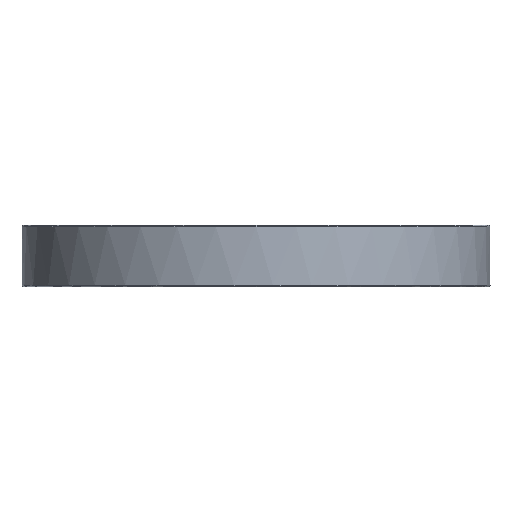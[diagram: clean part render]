
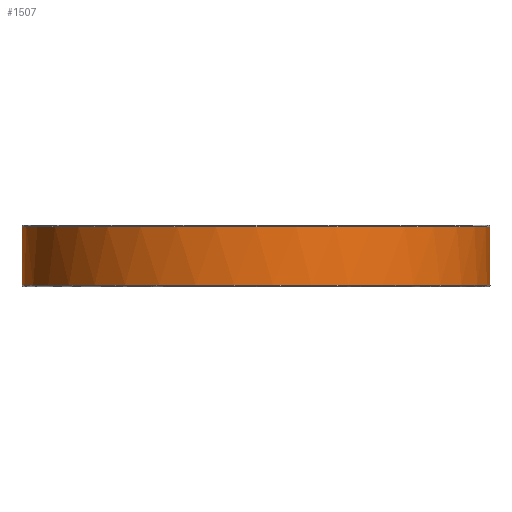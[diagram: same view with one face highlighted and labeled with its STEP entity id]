
A CAD part, front view. The second image highlights one B-rep face of the part: STEP entity #1507.
In plain terms, the highlighted cylindrical face has radius 76 mm (diameter 152 mm), a full revolution.
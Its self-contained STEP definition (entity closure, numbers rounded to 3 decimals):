
#467=CARTESIAN_POINT('',(75.982,-1.658,19.5));
#468=VERTEX_POINT('',#467);
#484=CARTESIAN_POINT('',(75.982,1.658,19.5));
#485=VERTEX_POINT('',#484);
#486=CARTESIAN_POINT('',(75.982,1.658,19.5));
#487=CARTESIAN_POINT('',(75.988,1.397,19.327));
#488=CARTESIAN_POINT('',(75.993,1.103,19.192));
#489=CARTESIAN_POINT('',(75.996,0.799,19.108));
#490=CARTESIAN_POINT('',(75.998,0.592,19.051));
#491=CARTESIAN_POINT('',(75.999,0.38,19.017));
#492=CARTESIAN_POINT('',(76.,0.173,19.005));
#493=CARTESIAN_POINT('',(76.,-0.003,18.995));
#494=CARTESIAN_POINT('',(76.,-0.175,19.));
#495=CARTESIAN_POINT('',(75.999,-0.353,19.021));
#496=CARTESIAN_POINT('',(75.997,-0.747,19.068));
#497=CARTESIAN_POINT('',(75.992,-1.148,19.199));
#498=CARTESIAN_POINT('',(75.985,-1.499,19.401));
#499=CARTESIAN_POINT('',(75.984,-1.553,19.433));
#500=CARTESIAN_POINT('',(75.983,-1.606,19.466));
#501=CARTESIAN_POINT('',(75.982,-1.658,19.5));
#502=B_SPLINE_CURVE_WITH_KNOTS('',3,(#486,#487,#488,#489,#490,#491,#492,#493,#494,#495,#496,#497,#498,#499,#500,#501),.UNSPECIFIED.,.F.,.U.,(4,3,3,3,3,4),(1.188,1.278,1.339,1.391,1.506,1.524),.UNSPECIFIED.);
#503=EDGE_CURVE('',#485,#468,#502,.T.);
#740=CARTESIAN_POINT('',(-75.982,1.658,19.5));
#741=VERTEX_POINT('',#740);
#742=CARTESIAN_POINT('',(0.0,0.0,19.5));
#743=DIRECTION('',(0.0,0.0,1.0));
#744=DIRECTION('',(-1.0,0.0,0.0));
#745=AXIS2_PLACEMENT_3D('',#742,#743,#744);
#746=CIRCLE('',#745,76.0);
#747=EDGE_CURVE('',#485,#741,#746,.T.);
#775=CARTESIAN_POINT('',(-75.982,-1.658,19.5));
#776=VERTEX_POINT('',#775);
#777=CARTESIAN_POINT('',(-75.982,-1.658,19.5));
#778=CARTESIAN_POINT('',(-75.988,-1.397,19.327));
#779=CARTESIAN_POINT('',(-75.993,-1.103,19.192));
#780=CARTESIAN_POINT('',(-75.996,-0.799,19.108));
#781=CARTESIAN_POINT('',(-75.998,-0.592,19.051));
#782=CARTESIAN_POINT('',(-75.999,-0.38,19.017));
#783=CARTESIAN_POINT('',(-76.,-0.173,19.005));
#784=CARTESIAN_POINT('',(-76.,0.003,18.995));
#785=CARTESIAN_POINT('',(-76.,0.175,19.));
#786=CARTESIAN_POINT('',(-75.999,0.353,19.021));
#787=CARTESIAN_POINT('',(-75.997,0.747,19.068));
#788=CARTESIAN_POINT('',(-75.992,1.148,19.199));
#789=CARTESIAN_POINT('',(-75.985,1.499,19.401));
#790=CARTESIAN_POINT('',(-75.984,1.553,19.433));
#791=CARTESIAN_POINT('',(-75.983,1.606,19.466));
#792=CARTESIAN_POINT('',(-75.982,1.658,19.5));
#793=B_SPLINE_CURVE_WITH_KNOTS('',3,(#777,#778,#779,#780,#781,#782,#783,#784,#785,#786,#787,#788,#789,#790,#791,#792),.UNSPECIFIED.,.F.,.U.,(4,3,3,3,3,4),(0.284,0.374,0.435,0.487,0.602,0.62),.UNSPECIFIED.);
#794=EDGE_CURVE('',#776,#741,#793,.T.);
#1472=CARTESIAN_POINT('',(76.0,0.,0.5));
#1473=VERTEX_POINT('',#1472);
#1474=CARTESIAN_POINT('',(0.0,0.0,0.5));
#1475=DIRECTION('',(0.0,0.0,-1.0));
#1476=DIRECTION('',(-1.0,0.0,0.0));
#1477=AXIS2_PLACEMENT_3D('',#1474,#1475,#1476);
#1478=CIRCLE('',#1477,76.0);
#1479=EDGE_CURVE('',#1473,#1473,#1478,.T.);
#1487=CARTESIAN_POINT('',(0.0,0.0,0.0));
#1488=DIRECTION('',(0.0,0.0,1.0));
#1489=DIRECTION('',(-1.0,0.0,0.0));
#1490=AXIS2_PLACEMENT_3D('',#1487,#1488,#1489);
#1491=CYLINDRICAL_SURFACE('',#1490,76.0);
#1492=ORIENTED_EDGE('',*,*,#503,.T.);
#1493=CARTESIAN_POINT('',(0.0,0.0,19.5));
#1494=DIRECTION('',(0.0,0.0,1.0));
#1495=DIRECTION('',(-1.0,0.0,0.0));
#1496=AXIS2_PLACEMENT_3D('',#1493,#1494,#1495);
#1497=CIRCLE('',#1496,76.0);
#1498=EDGE_CURVE('',#776,#468,#1497,.T.);
#1499=ORIENTED_EDGE('',*,*,#1498,.F.);
#1500=ORIENTED_EDGE('',*,*,#794,.T.);
#1501=ORIENTED_EDGE('',*,*,#747,.F.);
#1502=EDGE_LOOP('',(#1492,#1499,#1500,#1501));
#1503=FACE_OUTER_BOUND('',#1502,.T.);
#1504=ORIENTED_EDGE('',*,*,#1479,.F.);
#1505=EDGE_LOOP('',(#1504));
#1506=FACE_BOUND('',#1505,.T.);
#1507=ADVANCED_FACE('',(#1503,#1506),#1491,.T.);
